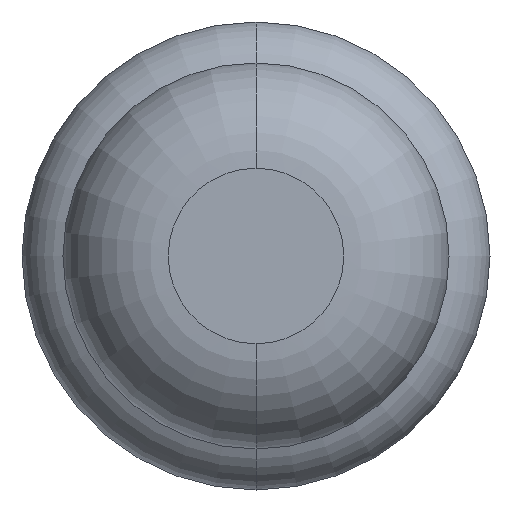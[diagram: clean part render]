
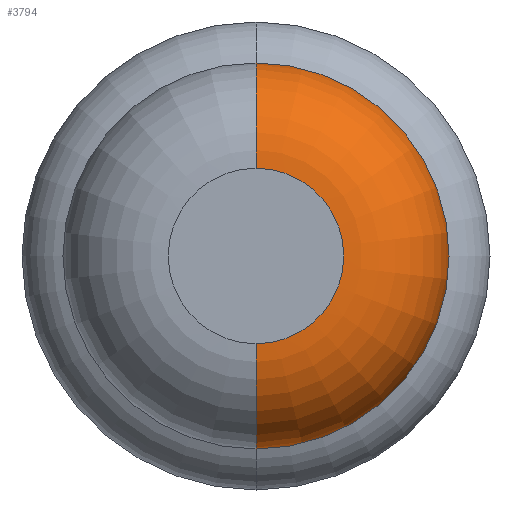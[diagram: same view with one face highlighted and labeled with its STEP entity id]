
A CAD part, front view. The second image highlights one B-rep face of the part: STEP entity #3794.
In plain terms, the highlighted toroidal (fillet/blend) face has major radius 0.375 mm and minor radius 0.45 mm.
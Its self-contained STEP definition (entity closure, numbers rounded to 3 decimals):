
#80 = CARTESIAN_POINT ( 'NONE',  ( 0., -25.55, -0.375 ) ) ;
#184 = CARTESIAN_POINT ( 'NONE',  ( 0., -26., 0.375 ) ) ;
#260 = AXIS2_PLACEMENT_3D ( 'NONE', #2313, #3423, #3384 ) ;
#267 = TOROIDAL_SURFACE ( 'NONE', #4660, 0.375, 0.45 ) ;
#430 = CARTESIAN_POINT ( 'NONE',  ( 0., -25.55, 0. ) ) ;
#558 = FACE_OUTER_BOUND ( 'NONE', #4623, .T. ) ;
#566 = VERTEX_POINT ( 'NONE', #184 ) ;
#759 = CIRCLE ( 'NONE', #260, 0.45 ) ;
#791 = DIRECTION ( 'NONE',  ( 0., 1., 0. ) ) ;
#807 = CARTESIAN_POINT ( 'NONE',  ( 0., -26., -0.375 ) ) ;
#820 = ORIENTED_EDGE ( 'NONE', *, *, #882, .T. ) ;
#882 = EDGE_CURVE ( 'NONE', #3762, #4120, #1587, .T. ) ;
#891 = DIRECTION ( 'NONE',  ( 0., 0., 1. ) ) ;
#1250 = EDGE_CURVE ( 'Defeature ausgef�hrt1_8+Defeature ausgef�hrt1_7+Defeature ausgef�hrt1_7+Defeature ausgef�hrt1_7', #2297, #4120, #1323, .T. ) ;
#1286 = ORIENTED_EDGE ( 'NONE', *, *, #1414, .F. ) ;
#1323 = CIRCLE ( 'NONE', #3564, 0.825 ) ;
#1414 = EDGE_CURVE ( 'NONE', #566, #2297, #759, .T. ) ;
#1587 = CIRCLE ( 'NONE', #3387, 0.45 ) ;
#1845 = ORIENTED_EDGE ( 'NONE', *, *, #4302, .T. ) ;
#1889 = CIRCLE ( 'NONE', #4402, 0.375 ) ;
#2297 = VERTEX_POINT ( 'NONE', #4174 ) ;
#2313 = CARTESIAN_POINT ( 'NONE',  ( 0., -25.55, 0.375 ) ) ;
#2586 = DIRECTION ( 'NONE',  ( 1., 0., 0. ) ) ;
#2861 = DIRECTION ( 'NONE',  ( 0., 0., 1. ) ) ;
#2944 = CARTESIAN_POINT ( 'NONE',  ( 0., -25.55, -0.825 ) ) ;
#3324 = ORIENTED_EDGE ( 'NONE', *, *, #1250, .F. ) ;
#3384 = DIRECTION ( 'NONE',  ( 0., 0., 1. ) ) ;
#3387 = AXIS2_PLACEMENT_3D ( 'NONE', #80, #2586, #4436 ) ;
#3423 = DIRECTION ( 'NONE',  ( -1., 0., 0. ) ) ;
#3474 = CARTESIAN_POINT ( 'NONE',  ( 0., -26., 0. ) ) ;
#3564 = AXIS2_PLACEMENT_3D ( 'NONE', #4687, #3900, #4662 ) ;
#3762 = VERTEX_POINT ( 'NONE', #807 ) ;
#3794 = ADVANCED_FACE ( 'Defeature ausgef�hrt1_7', ( #558 ), #267, .T. ) ;
#3900 = DIRECTION ( 'NONE',  ( 0., 1., 0. ) ) ;
#4120 = VERTEX_POINT ( 'NONE', #2944 ) ;
#4174 = CARTESIAN_POINT ( 'NONE',  ( 0., -25.55, 0.825 ) ) ;
#4302 = EDGE_CURVE ( 'Defeature ausgef�hrt1_7+Defeature ausgef�hrt1_6+Defeature ausgef�hrt1_6+Defeature ausgef�hrt1_6', #566, #3762, #1889, .T. ) ;
#4402 = AXIS2_PLACEMENT_3D ( 'NONE', #3474, #4583, #891 ) ;
#4436 = DIRECTION ( 'NONE',  ( 0., 0., -1. ) ) ;
#4583 = DIRECTION ( 'NONE',  ( 0., 1., 0. ) ) ;
#4623 = EDGE_LOOP ( 'NONE', ( #1845, #820, #3324, #1286 ) ) ;
#4660 = AXIS2_PLACEMENT_3D ( 'NONE', #430, #791, #2861 ) ;
#4662 = DIRECTION ( 'NONE',  ( 0., 0., 1. ) ) ;
#4687 = CARTESIAN_POINT ( 'NONE',  ( 0., -25.55, 0. ) ) ;
